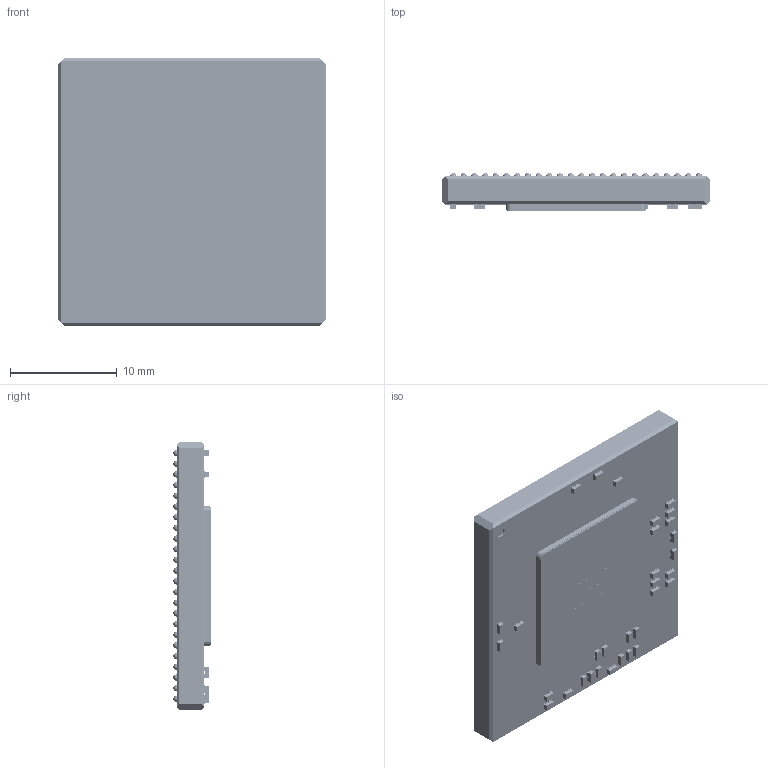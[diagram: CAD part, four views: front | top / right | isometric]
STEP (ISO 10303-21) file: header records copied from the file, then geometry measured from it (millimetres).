
FILE_DESCRIPTION (( 'STEP AP214' ), '1' );
FILE_NAME ('8303.576-1.STEP', '2018-04-28T11:24:25', ( 'Admin' ), ( '' ), 'SwSTEP 2.0', 'SolidWorks 2015', '' );
FILE_SCHEMA (( 'AUTOMOTIVE_DESIGN' ));
Length unit declared in the file: millimetre
Products named in the file (40): Ýëåìåíò 0402; 已蔬.725212.001 署赅; 扰黓蠉錭; ﾎ魵瑙韃 ﾒﾑﾊﾟ.431433.104 ﾑﾁ; 8303.576-1
Assembly tree (35 placements, depth 2):
  Ýëåìåíò 0402
  Ýëåìåíò 0402
  Ýëåìåíò 0402
  Ýëåìåíò 0402
  Ýëåìåíò 0402
Bounding box: 25 x 3.5 x 25 mm (x, y, z)
Volume: 1707.9 mm3; surface area: 2262.9 mm2
Topology: 35 solids, 35 shells, 4423 faces, 10732 edges, 7536 vertices
Faces by surface type: cylinder 2184, plane 1663, sphere 576
Entity records: 126630 total; most frequent: DIRECTION 22704, CARTESIAN_POINT 19044, ORIENTED_EDGE 17264, AXIS2_PLACEMENT_3D 9796, EDGE_CURVE 8632, VERTEX_POINT 6136, EDGE_LOOP 5970, CIRCLE 5520
